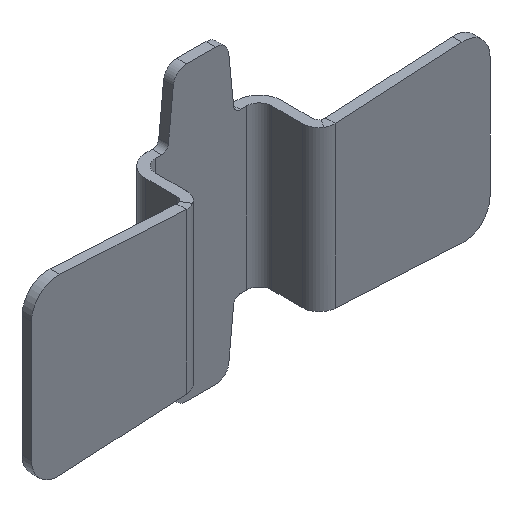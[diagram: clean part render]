
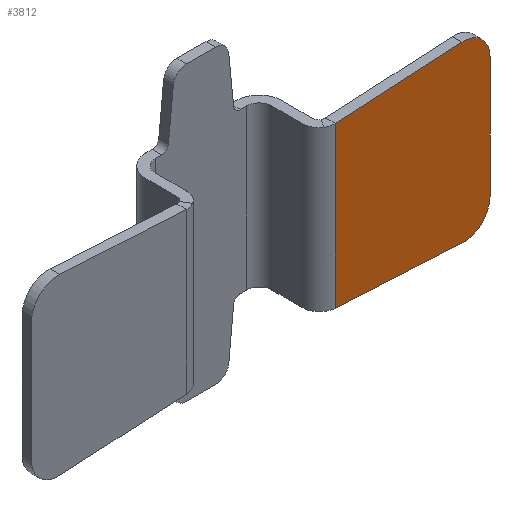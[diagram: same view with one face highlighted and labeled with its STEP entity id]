
A CAD part, isometric view. The second image highlights one B-rep face of the part: STEP entity #3812.
In plain terms, the highlighted planar face has unit normal (0, -1, 0).
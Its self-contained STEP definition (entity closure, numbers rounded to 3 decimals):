
#191=DIRECTION('',(0.,0.,1.));
#192=VECTOR('',#191,24.094);
#193=CARTESIAN_POINT('',(11.2,0.,-12.047));
#194=LINE('',#193,#192);
#198=CARTESIAN_POINT('',(11.2,0.,-12.047));
#629=DIRECTION('',(0.998,0.,-0.055));
#630=VECTOR('',#629,19.109);
#631=CARTESIAN_POINT('',(11.2,0.,-12.047));
#632=LINE('',#631,#630);
#633=DIRECTION('',(-0.998,0.,-0.055));
#634=VECTOR('',#633,19.109);
#635=CARTESIAN_POINT('',(30.28,0.,13.098));
#636=LINE('',#635,#634);
#637=CARTESIAN_POINT('',(30.5,0.,9.104));
#638=DIRECTION('',(0.,-1.,0.));
#639=DIRECTION('',(1.,0.,0.));
#640=AXIS2_PLACEMENT_3D('',#637,#638,#639);
#642=DIRECTION('',(0.,0.,1.));
#643=VECTOR('',#642,18.207);
#644=CARTESIAN_POINT('',(34.5,0.,-9.104));
#645=LINE('',#644,#643);
#646=CARTESIAN_POINT('',(30.5,0.,-9.104));
#647=DIRECTION('',(0.,-1.,0.));
#648=DIRECTION('',(-0.055,0.,-0.998));
#649=AXIS2_PLACEMENT_3D('',#646,#647,#648);
#3157=VERTEX_POINT('',#198);
#3158=CARTESIAN_POINT('',(11.2,0.,12.047));
#3159=VERTEX_POINT('',#3158);
#3258=CARTESIAN_POINT('',(30.28,0.,
13.098));
#3259=VERTEX_POINT('',#3258);
#3260=CARTESIAN_POINT('',(34.5,0.,9.104));
#3261=VERTEX_POINT('',#3260);
#3262=CARTESIAN_POINT('',(34.5,0.,-9.104));
#3263=VERTEX_POINT('',#3262);
#3268=CARTESIAN_POINT('',(30.28,0.,
-13.098));
#3269=VERTEX_POINT('',#3268);
#3796=CARTESIAN_POINT('',(8.75,0.,13.33));
#3797=DIRECTION('',(0.,-1.,0.));
#3798=DIRECTION('',(1.,0.,0.));
#3799=AXIS2_PLACEMENT_3D('',#3796,#3797,#3798);
#3800=PLANE('',#3799);
#3801=ORIENTED_EDGE('',*,*,#3689,.F.);
#3802=ORIENTED_EDGE('',*,*,#3590,.T.);
#3804=ORIENTED_EDGE('',*,*,#3803,.F.);
#3806=ORIENTED_EDGE('',*,*,#3805,.F.);
#3807=ORIENTED_EDGE('',*,*,#3786,.F.);
#3809=ORIENTED_EDGE('',*,*,#3808,.F.);
#3810=EDGE_LOOP('',(#3801,#3802,#3804,#3806,#3807,#3809));
#3811=FACE_OUTER_BOUND('',#3810,.F.);
#3812=ADVANCED_FACE('',(#3811),#3800,.T.);
#641=CIRCLE('',#640,4.);
#650=CIRCLE('',#649,4.);
#3590=EDGE_CURVE('',#3157,#3159,#194,.T.);
#3689=EDGE_CURVE('',#3157,#3269,#632,.T.);
#3786=EDGE_CURVE('',#3263,#3261,#645,.T.);
#3803=EDGE_CURVE('',#3259,#3159,#636,.T.);
#3805=EDGE_CURVE('',#3261,#3259,#641,.T.);
#3808=EDGE_CURVE('',#3269,#3263,#650,.T.);
